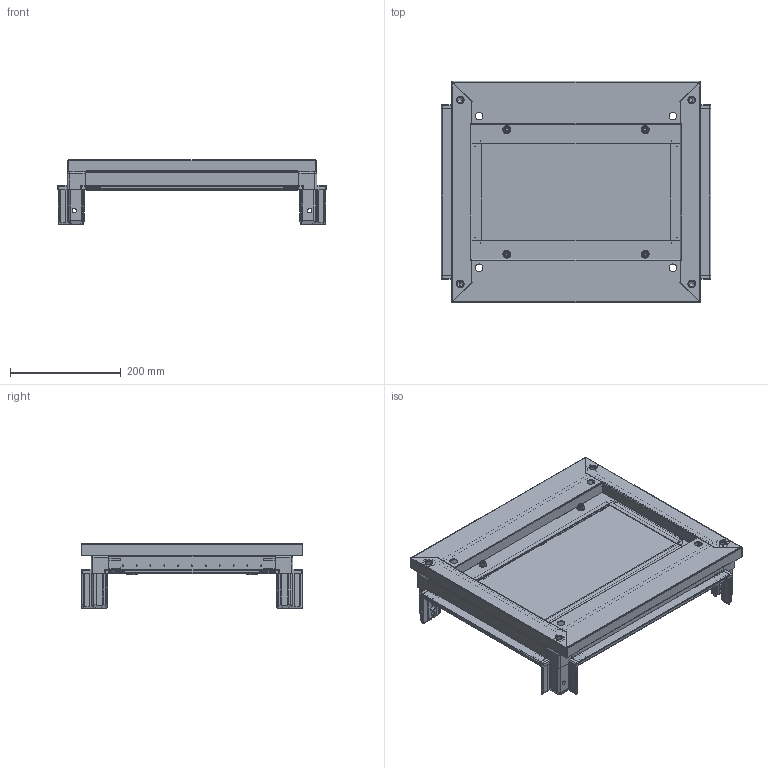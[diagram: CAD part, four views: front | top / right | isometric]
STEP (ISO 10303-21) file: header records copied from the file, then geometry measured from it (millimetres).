
FILE_DESCRIPTION (( 'STEP AP203' ), '1' );
FILE_NAME ('R5FUC45.step', '2011-03-03T12:08:15', ( 'User' ), ( 'DKC' ), 'SwSTEP 2.0', 'SolidWorks 2010', '' );
FILE_SCHEMA (( 'CONFIG_CONTROL_DESIGN' ));
Products named in the file (15): R5FUC45; Lamiera trasversale per fondo da_400; Lamiera laterale per fondo da_500; sealant for base_400x500; Traversa laterale per quadro prof_500; Traversa frontale per quadro largh._400; AC00C469S_Default; AC00C469D_Default; Traversa inferiore tenuta fondo_500; Capscrew with recessed hexahedron M6 x 10_ISO 4762 M6 x 10 --- 10S; Flange nut M6_ISO 7044-M6-S; Acc00c561_Default; Solid base + sealing_400x500; Solid base_400x500; sealant for bottom_400x500
Assembly tree (32 placements, depth 3):
  R5FUC45
    AC00C469D_Default  x2
    Flange nut M6_ISO 7044-M6-S  x4
    Capscrew with recessed hexahedron M6 x 10_ISO 4762 M6 x 10 --- 10S  x4
    Acc00c561_Default  x6
    Traversa laterale per quadro prof_500  x2
    Traversa frontale per quadro largh._400  x2
    Lamiera trasversale per fondo da_400  x2
    Lamiera laterale per fondo da_500  x2
    AC00C469S_Default  x2
    sealant for base_400x500
    Traversa inferiore tenuta fondo_500  x2
    Solid base + sealing_400x500
      sealant for bottom_400x500
      Solid base_400x500
Bounding box: 486.5 x 400.5 x 116.25 mm (x, y, z)
Volume: 1328023.8 mm3; surface area: 1352214.7 mm2
Topology: 31 solids, 31 shells, 3825 faces, 10181 edges, 6386 vertices
Faces by surface type: plane 2222, cylinder 1059, cone 372, torus 100, sphere 40, bspline 32
Entity records: 57033 total; most frequent: CARTESIAN_POINT 10772, ORIENTED_EDGE 9216, DIRECTION 9181, EDGE_CURVE 4608, VECTOR 3293, LINE 3293, AXIS2_PLACEMENT_3D 2944, VERTEX_POINT 2905
